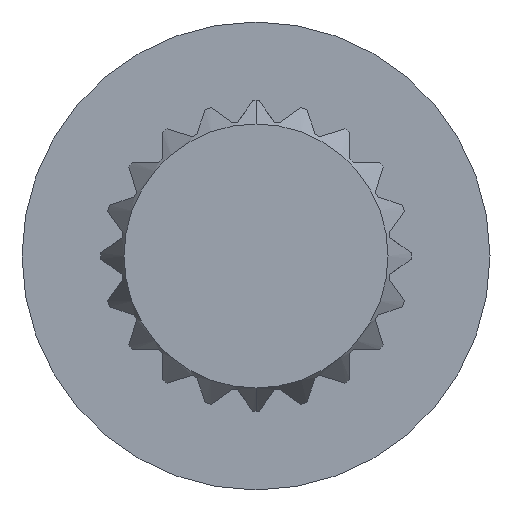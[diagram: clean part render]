
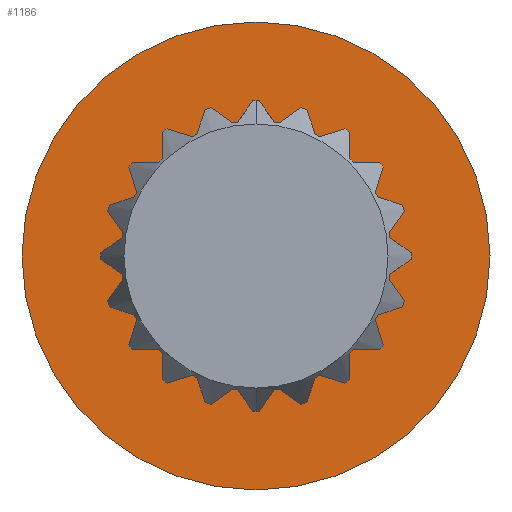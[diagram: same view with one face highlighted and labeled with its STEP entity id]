
A CAD part, front view. The second image highlights one B-rep face of the part: STEP entity #1186.
In plain terms, the highlighted planar face has unit normal (0, -1, 0).
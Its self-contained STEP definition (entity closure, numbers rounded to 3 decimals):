
#40 = CIRCLE ( 'NONE', #1264, 3.05 ) ;
#173 = DIRECTION ( 'NONE',  ( 0., -1., 0. ) ) ;
#177 = DIRECTION ( 'NONE',  ( 0., -1., 0. ) ) ;
#227 = ORIENTED_EDGE ( 'NONE', *, *, #2851, .F. ) ;
#228 = FACE_BOUND ( 'NONE', #2790, .T. ) ;
#529 = CIRCLE ( 'NONE', #2117, 1.762 ) ;
#538 = VERTEX_POINT ( 'NONE', #3153 ) ;
#699 = ORIENTED_EDGE ( 'NONE', *, *, #3847, .T. ) ;
#721 = DIRECTION ( 'NONE',  ( 0., -1., 0. ) ) ;
#813 = DIRECTION ( 'NONE',  ( 0., -1., 0. ) ) ;
#914 = VERTEX_POINT ( 'NONE', #1065 ) ;
#917 = CARTESIAN_POINT ( 'NONE',  ( 0., 0., 3.05 ) ) ;
#1002 = AXIS2_PLACEMENT_3D ( 'NONE', #2282, #177, #2646 ) ;
#1065 = CARTESIAN_POINT ( 'NONE',  ( 0., 0., -3.05 ) ) ;
#1177 = VERTEX_POINT ( 'NONE', #1529 ) ;
#1186 = ADVANCED_FACE ( 'NONE', ( #3029, #228 ), #2957, .T. ) ;
#1218 = DIRECTION ( 'NONE',  ( 0., 0., -1. ) ) ;
#1264 = AXIS2_PLACEMENT_3D ( 'NONE', #2833, #721, #3167 ) ;
#1304 = EDGE_LOOP ( 'NONE', ( #699, #3476 ) ) ;
#1529 = CARTESIAN_POINT ( 'NONE',  ( 0., 0., -1.761 ) ) ;
#1838 = AXIS2_PLACEMENT_3D ( 'NONE', #2278, #173, #2642 ) ;
#2086 = CIRCLE ( 'NONE', #1838, 1.762 ) ;
#2117 = AXIS2_PLACEMENT_3D ( 'NONE', #2922, #813, #3259 ) ;
#2278 = CARTESIAN_POINT ( 'NONE',  ( 0., 0., 0. ) ) ;
#2282 = CARTESIAN_POINT ( 'NONE',  ( 0., 0., 0. ) ) ;
#2642 = DIRECTION ( 'NONE',  ( 0., 0., -1. ) ) ;
#2646 = DIRECTION ( 'NONE',  ( 0., 0., -1. ) ) ;
#2790 = EDGE_LOOP ( 'NONE', ( #3578, #227 ) ) ;
#2833 = CARTESIAN_POINT ( 'NONE',  ( 0., 0., 0. ) ) ;
#2851 = EDGE_CURVE ( 'NONE', #1177, #538, #2086, .T. ) ;
#2914 = AXIS2_PLACEMENT_3D ( 'NONE', #4349, #3304, #1218 ) ;
#2922 = CARTESIAN_POINT ( 'NONE',  ( 0., 0., 0. ) ) ;
#2957 = PLANE ( 'NONE',  #2914 ) ;
#3029 = FACE_OUTER_BOUND ( 'NONE', #1304, .T. ) ;
#3153 = CARTESIAN_POINT ( 'NONE',  ( 0., 0., 1.761 ) ) ;
#3167 = DIRECTION ( 'NONE',  ( 0., 0., -1. ) ) ;
#3259 = DIRECTION ( 'NONE',  ( 0., 0., -1. ) ) ;
#3304 = DIRECTION ( 'NONE',  ( 0., -1., 0. ) ) ;
#3476 = ORIENTED_EDGE ( 'NONE', *, *, #4242, .T. ) ;
#3578 = ORIENTED_EDGE ( 'NONE', *, *, #4152, .F. ) ;
#3847 = EDGE_CURVE ( 'NONE', #914, #4309, #40, .T. ) ;
#3937 = CIRCLE ( 'NONE', #1002, 3.05 ) ;
#4152 = EDGE_CURVE ( 'NONE', #538, #1177, #529, .T. ) ;
#4242 = EDGE_CURVE ( 'NONE', #4309, #914, #3937, .T. ) ;
#4309 = VERTEX_POINT ( 'NONE', #917 ) ;
#4349 = CARTESIAN_POINT ( 'NONE',  ( -2.022, 0., 0. ) ) ;
